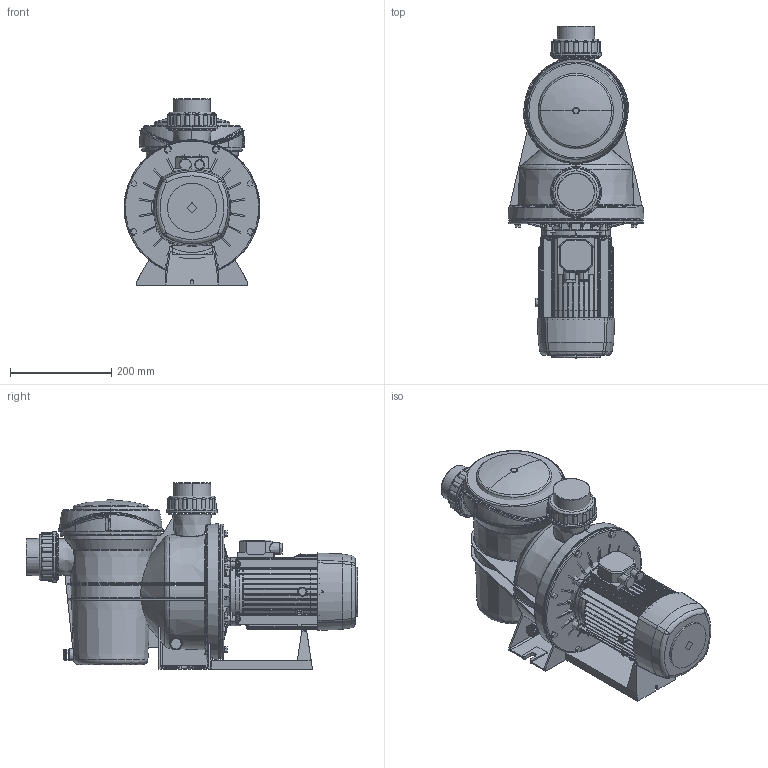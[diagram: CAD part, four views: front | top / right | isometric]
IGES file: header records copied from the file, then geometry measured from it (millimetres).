
Start section:  PTC IGES file: silenplus3_sw0001.igs
Global section: file name: silenplus3_sw0001.igs; native system: Pro/ENGINEER by Parametric Technology Corporation; preprocessor: 2011490; author: usuari; organization: Unknown; date: 20171124.105647; units: millimetre
Bounding box: 268.5 x 655.8 x 368 mm (x, y, z)
Surface area: 1272705.5 mm2 (no closed solid volume)
Topology: 0 solids, 0 shells, 1477 faces, 9383 edges, 9365 vertices
Faces by surface type: bspline 749, revolution 728
